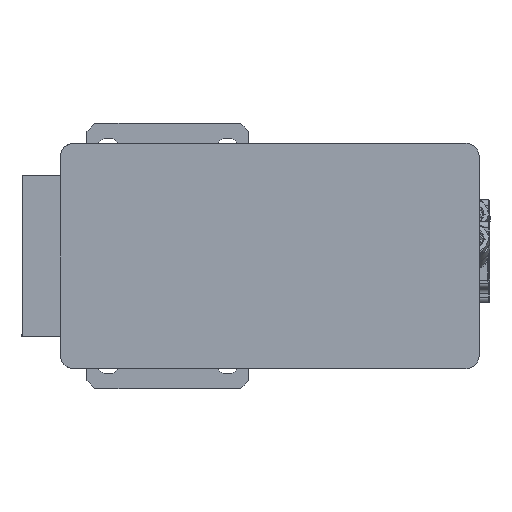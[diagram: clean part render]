
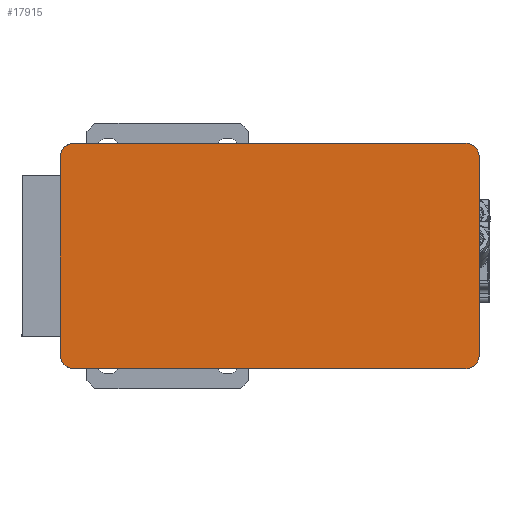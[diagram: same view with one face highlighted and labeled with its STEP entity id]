
A CAD part, front view. The second image highlights one B-rep face of the part: STEP entity #17915.
In plain terms, the highlighted face is planar.
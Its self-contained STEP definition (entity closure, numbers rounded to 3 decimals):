
#453 = VECTOR ( 'NONE', #44423, 1000. ) ;
#1601 = AXIS2_PLACEMENT_3D ( 'NONE', #6405, #44300, #38826 ) ;
#4342 = AXIS2_PLACEMENT_3D ( 'NONE', #50382, #67468, #39817 ) ;
#4918 = EDGE_CURVE ( 'NONE', #44461, #16031, #59981, .T. ) ;
#6315 = CARTESIAN_POINT ( 'NONE',  ( -37.5, -35.5, -83. ) ) ;
#6316 = DIRECTION ( 'NONE',  ( 0., 0., -1. ) ) ;
#6405 = CARTESIAN_POINT ( 'NONE',  ( -37.5, 112.5, -83. ) ) ;
#6896 = ORIENTED_EDGE ( 'NONE', *, *, #4918, .T. ) ;
#7091 = CARTESIAN_POINT ( 'NONE',  ( 42.5, -35.5, -83. ) ) ;
#8485 = DIRECTION ( 'NONE',  ( -1., 0., 0. ) ) ;
#9302 = DIRECTION ( 'NONE',  ( 0., 0., -1. ) ) ;
#10565 = LINE ( 'NONE', #71711, #32800 ) ;
#11454 = FACE_OUTER_BOUND ( 'NONE', #61642, .T. ) ;
#12375 = LINE ( 'NONE', #29122, #67134 ) ;
#14130 = CARTESIAN_POINT ( 'NONE',  ( -37.5, 117.5, -83. ) ) ;
#15183 = VECTOR ( 'NONE', #8485, 1000. ) ;
#16031 = VERTEX_POINT ( 'NONE', #65455 ) ;
#17079 = VERTEX_POINT ( 'NONE', #70955 ) ;
#17494 = EDGE_CURVE ( 'NONE', #27751, #69650, #28286, .T. ) ;
#17915 = ADVANCED_FACE ( 'NONE', ( #11454 ), #33665, .T. ) ;
#18586 = EDGE_CURVE ( 'NONE', #54541, #27751, #12375, .T. ) ;
#18693 = CARTESIAN_POINT ( 'NONE',  ( -42.5, -35.5, -83. ) ) ;
#20172 = ORIENTED_EDGE ( 'NONE', *, *, #17494, .T. ) ;
#22200 = DIRECTION ( 'NONE',  ( 1., 0., 0. ) ) ;
#22544 = LINE ( 'NONE', #32051, #453 ) ;
#22572 = ORIENTED_EDGE ( 'NONE', *, *, #44716, .T. ) ;
#24269 = CIRCLE ( 'NONE', #63790, 5. ) ;
#27751 = VERTEX_POINT ( 'NONE', #46806 ) ;
#28286 = CIRCLE ( 'NONE', #1601, 5. ) ;
#28514 = DIRECTION ( 'NONE',  ( -1., 0., 0. ) ) ;
#29122 = CARTESIAN_POINT ( 'NONE',  ( -42.5, -35.5, -83. ) ) ;
#29549 = CIRCLE ( 'NONE', #31897, 5. ) ;
#31148 = DIRECTION ( 'NONE',  ( -1., 0., 0. ) ) ;
#31897 = AXIS2_PLACEMENT_3D ( 'NONE', #6315, #45999, #35084 ) ;
#32051 = CARTESIAN_POINT ( 'NONE',  ( 42.5, 112.5, -83. ) ) ;
#32800 = VECTOR ( 'NONE', #22200, 1000. ) ;
#33665 = PLANE ( 'NONE',  #4342 ) ;
#33911 = ORIENTED_EDGE ( 'NONE', *, *, #18586, .T. ) ;
#34592 = DIRECTION ( 'NONE',  ( 0., 1., 0. ) ) ;
#34851 = ORIENTED_EDGE ( 'NONE', *, *, #62934, .T. ) ;
#35084 = DIRECTION ( 'NONE',  ( -1., 0., 0. ) ) ;
#38826 = DIRECTION ( 'NONE',  ( -1., 0., 0. ) ) ;
#39817 = DIRECTION ( 'NONE',  ( -1., 0., 0. ) ) ;
#42347 = VERTEX_POINT ( 'NONE', #57304 ) ;
#44300 = DIRECTION ( 'NONE',  ( 0., 0., -1. ) ) ;
#44423 = DIRECTION ( 'NONE',  ( 0., -1., 0. ) ) ;
#44461 = VERTEX_POINT ( 'NONE', #54448 ) ;
#44716 = EDGE_CURVE ( 'NONE', #47755, #42347, #24269, .T. ) ;
#45999 = DIRECTION ( 'NONE',  ( 0., 0., -1. ) ) ;
#46806 = CARTESIAN_POINT ( 'NONE',  ( -42.5, 112.5, -83. ) ) ;
#47465 = CARTESIAN_POINT ( 'NONE',  ( 37.5, -40.5, -83. ) ) ;
#47755 = VERTEX_POINT ( 'NONE', #7091 ) ;
#48033 = EDGE_CURVE ( 'NONE', #69650, #44461, #10565, .T. ) ;
#50382 = CARTESIAN_POINT ( 'NONE',  ( -37.5, -35.5, -83. ) ) ;
#51679 = EDGE_CURVE ( 'NONE', #16031, #47755, #22544, .T. ) ;
#54448 = CARTESIAN_POINT ( 'NONE',  ( 37.5, 117.5, -83. ) ) ;
#54541 = VERTEX_POINT ( 'NONE', #18693 ) ;
#56204 = CARTESIAN_POINT ( 'NONE',  ( 37.5, 112.5, -83. ) ) ;
#57304 = CARTESIAN_POINT ( 'NONE',  ( 37.5, -40.5, -83. ) ) ;
#58364 = ORIENTED_EDGE ( 'NONE', *, *, #51679, .T. ) ;
#59932 = AXIS2_PLACEMENT_3D ( 'NONE', #56204, #6316, #28514 ) ;
#59981 = CIRCLE ( 'NONE', #59932, 5. ) ;
#61642 = EDGE_LOOP ( 'NONE', ( #70653, #33911, #20172, #66636, #6896, #58364, #22572, #34851 ) ) ;
#62934 = EDGE_CURVE ( 'NONE', #42347, #17079, #69258, .T. ) ;
#63790 = AXIS2_PLACEMENT_3D ( 'NONE', #70420, #9302, #31148 ) ;
#65455 = CARTESIAN_POINT ( 'NONE',  ( 42.5, 112.5, -83. ) ) ;
#66636 = ORIENTED_EDGE ( 'NONE', *, *, #48033, .T. ) ;
#67134 = VECTOR ( 'NONE', #34592, 1000. ) ;
#67468 = DIRECTION ( 'NONE',  ( 0., 0., -1. ) ) ;
#69050 = EDGE_CURVE ( 'NONE', #17079, #54541, #29549, .T. ) ;
#69258 = LINE ( 'NONE', #47465, #15183 ) ;
#69650 = VERTEX_POINT ( 'NONE', #14130 ) ;
#70420 = CARTESIAN_POINT ( 'NONE',  ( 37.5, -35.5, -83. ) ) ;
#70653 = ORIENTED_EDGE ( 'NONE', *, *, #69050, .T. ) ;
#70955 = CARTESIAN_POINT ( 'NONE',  ( -37.5, -40.5, -83. ) ) ;
#71711 = CARTESIAN_POINT ( 'NONE',  ( -37.5, 117.5, -83. ) ) ;
